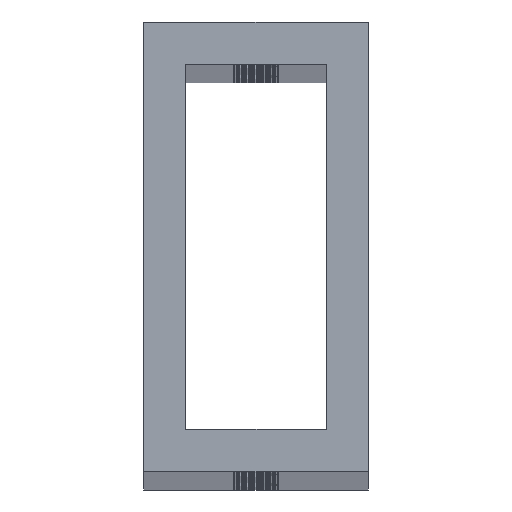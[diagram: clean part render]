
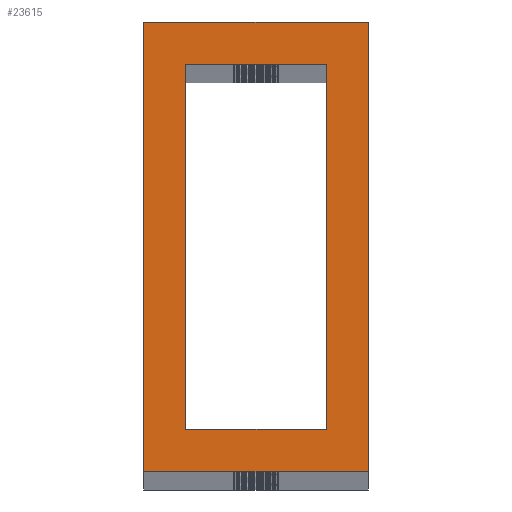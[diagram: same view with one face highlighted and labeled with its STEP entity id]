
A CAD part, top view. The second image highlights one B-rep face of the part: STEP entity #23615.
In plain terms, the highlighted planar face has unit normal (0, 0, 1).
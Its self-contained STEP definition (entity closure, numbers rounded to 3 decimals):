
#270 = LINE ( 'NONE', #12601, #28968 ) ;
#312 = CARTESIAN_POINT ( 'NONE',  ( 7.937, 20.637, 1193.8 ) ) ;
#638 = VERTEX_POINT ( 'NONE', #6540 ) ;
#991 = EDGE_CURVE ( 'NONE', #51947, #42225, #54190, .T. ) ;
#1638 = CARTESIAN_POINT ( 'NONE',  ( -12.7, 25.4, 1193.8 ) ) ;
#2014 = EDGE_CURVE ( 'NONE', #25683, #43892, #5299, .T. ) ;
#2196 = DIRECTION ( 'NONE',  ( 0., 0., -1. ) ) ;
#2290 = VECTOR ( 'NONE', #7704, 1000. ) ;
#4408 = ORIENTED_EDGE ( 'NONE', *, *, #2014, .F. ) ;
#4631 = VERTEX_POINT ( 'NONE', #312 ) ;
#5299 = LINE ( 'NONE', #22380, #8462 ) ;
#6540 = CARTESIAN_POINT ( 'NONE',  ( -7.938, 20.637, 1193.8 ) ) ;
#7704 = DIRECTION ( 'NONE',  ( -1., 0., 0. ) ) ;
#7724 = CARTESIAN_POINT ( 'NONE',  ( 12.7, -25.4, 1193.8 ) ) ;
#8009 = EDGE_CURVE ( 'NONE', #4631, #638, #54733, .T. ) ;
#8462 = VECTOR ( 'NONE', #39468, 1000. ) ;
#11309 = CARTESIAN_POINT ( 'NONE',  ( -12.7, -25.4, 1193.8 ) ) ;
#11539 = DIRECTION ( 'NONE',  ( 0., -1., 0. ) ) ;
#12601 = CARTESIAN_POINT ( 'NONE',  ( 7.937, -20.638, 1193.8 ) ) ;
#14797 = FACE_OUTER_BOUND ( 'NONE', #16717, .T. ) ;
#15213 = ORIENTED_EDGE ( 'NONE', *, *, #8009, .F. ) ;
#15487 = ORIENTED_EDGE ( 'NONE', *, *, #16226, .T. ) ;
#15585 = ORIENTED_EDGE ( 'NONE', *, *, #32520, .F. ) ;
#16094 = CARTESIAN_POINT ( 'NONE',  ( -7.938, 20.637, 1193.8 ) ) ;
#16226 = EDGE_CURVE ( 'NONE', #52829, #51947, #42389, .T. ) ;
#16411 = DIRECTION ( 'NONE',  ( 0., 1., 0. ) ) ;
#16717 = EDGE_LOOP ( 'NONE', ( #44125, #47874, #50599, #15487 ) ) ;
#17349 = DIRECTION ( 'NONE',  ( 0., 1., 0. ) ) ;
#18639 = DIRECTION ( 'NONE',  ( -1., 0., 0. ) ) ;
#18825 = CARTESIAN_POINT ( 'NONE',  ( -7.938, -20.638, 1193.8 ) ) ;
#18851 = AXIS2_PLACEMENT_3D ( 'NONE', #23741, #2196, #36614 ) ;
#22380 = CARTESIAN_POINT ( 'NONE',  ( -7.938, -20.638, 1193.8 ) ) ;
#23615 = ADVANCED_FACE ( 'NONE', ( #14797, #35791 ), #27933, .F. ) ;
#23741 = CARTESIAN_POINT ( 'NONE',  ( 0., 0., 1193.8 ) ) ;
#24153 = ORIENTED_EDGE ( 'NONE', *, *, #44852, .F. ) ;
#24741 = DIRECTION ( 'NONE',  ( 1., 0., 0. ) ) ;
#25683 = VERTEX_POINT ( 'NONE', #37974 ) ;
#27587 = LINE ( 'NONE', #39380, #33321 ) ;
#27933 = PLANE ( 'NONE',  #18851 ) ;
#28236 = EDGE_CURVE ( 'NONE', #44980, #52829, #41781, .T. ) ;
#28968 = VECTOR ( 'NONE', #17349, 1000. ) ;
#32520 = EDGE_CURVE ( 'NONE', #638, #25683, #53800, .T. ) ;
#33321 = VECTOR ( 'NONE', #18639, 1000. ) ;
#34339 = EDGE_LOOP ( 'NONE', ( #24153, #4408, #15585, #15213 ) ) ;
#35791 = FACE_BOUND ( 'NONE', #34339, .T. ) ;
#36473 = CARTESIAN_POINT ( 'NONE',  ( -12.7, -25.4, 1193.8 ) ) ;
#36614 = DIRECTION ( 'NONE',  ( -1., 0., 0. ) ) ;
#37974 = CARTESIAN_POINT ( 'NONE',  ( -7.938, -20.638, 1193.8 ) ) ;
#39380 = CARTESIAN_POINT ( 'NONE',  ( -12.7, 25.4, 1193.8 ) ) ;
#39468 = DIRECTION ( 'NONE',  ( 1., 0., 0. ) ) ;
#41563 = VECTOR ( 'NONE', #53524, 1000. ) ;
#41781 = LINE ( 'NONE', #36473, #42528 ) ;
#41980 = CARTESIAN_POINT ( 'NONE',  ( 12.7, 25.4, 1193.8 ) ) ;
#42225 = VERTEX_POINT ( 'NONE', #41980 ) ;
#42389 = LINE ( 'NONE', #11309, #46421 ) ;
#42528 = VECTOR ( 'NONE', #11539, 1000. ) ;
#43892 = VERTEX_POINT ( 'NONE', #46112 ) ;
#44125 = ORIENTED_EDGE ( 'NONE', *, *, #991, .T. ) ;
#44852 = EDGE_CURVE ( 'NONE', #43892, #4631, #270, .T. ) ;
#44980 = VERTEX_POINT ( 'NONE', #1638 ) ;
#46112 = CARTESIAN_POINT ( 'NONE',  ( 7.937, -20.638, 1193.8 ) ) ;
#46421 = VECTOR ( 'NONE', #24741, 1000. ) ;
#47874 = ORIENTED_EDGE ( 'NONE', *, *, #50562, .T. ) ;
#50132 = CARTESIAN_POINT ( 'NONE',  ( -12.7, -25.4, 1193.8 ) ) ;
#50485 = VECTOR ( 'NONE', #16411, 1000. ) ;
#50562 = EDGE_CURVE ( 'NONE', #42225, #44980, #27587, .T. ) ;
#50599 = ORIENTED_EDGE ( 'NONE', *, *, #28236, .T. ) ;
#51947 = VERTEX_POINT ( 'NONE', #53633 ) ;
#52829 = VERTEX_POINT ( 'NONE', #50132 ) ;
#53524 = DIRECTION ( 'NONE',  ( 0., -1., 0. ) ) ;
#53633 = CARTESIAN_POINT ( 'NONE',  ( 12.7, -25.4, 1193.8 ) ) ;
#53800 = LINE ( 'NONE', #18825, #41563 ) ;
#54190 = LINE ( 'NONE', #7724, #50485 ) ;
#54733 = LINE ( 'NONE', #16094, #2290 ) ;
